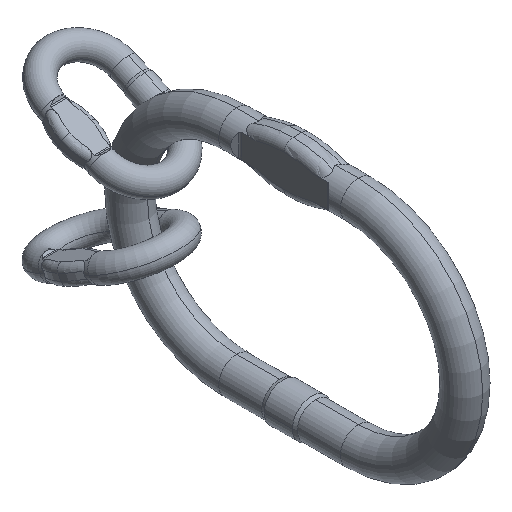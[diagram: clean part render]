
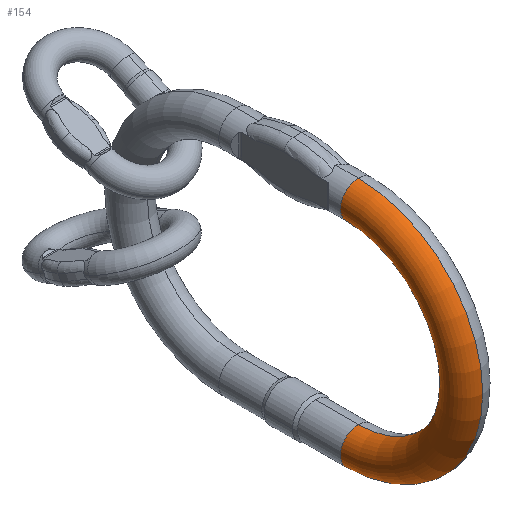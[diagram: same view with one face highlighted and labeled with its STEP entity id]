
A CAD part, isometric view. The second image highlights one B-rep face of the part: STEP entity #154.
In plain terms, the highlighted toroidal (fillet/blend) face has major radius 57 mm and minor radius 9.5 mm.
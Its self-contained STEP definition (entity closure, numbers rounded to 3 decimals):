
#154=ADVANCED_FACE('',(#540),#541,.T.);
#540=FACE_OUTER_BOUND('',#1173,.T.);
#541=TOROIDAL_SURFACE('',#1174,57.0,9.5);
#1173=EDGE_LOOP('',(#2424,#2425,#2426,#2427));
#1174=AXIS2_PLACEMENT_3D('',#2428,#2429,#2430);
#2424=ORIENTED_EDGE('',*,*,#4643,.T.);
#2425=ORIENTED_EDGE('',*,*,#4700,.F.);
#2426=ORIENTED_EDGE('',*,*,#4645,.T.);
#2427=ORIENTED_EDGE('',*,*,#4682,.T.);
#2428=CARTESIAN_POINT('',(0.0,-32.5,0.));
#2429=DIRECTION('',(-1.0,0.0,0.0));
#2430=DIRECTION('',(0.0,0.0,-1.0));
#4643=EDGE_CURVE('',#5547,#5548,#5549,.T.);
#4645=EDGE_CURVE('',#5552,#5550,#5553,.T.);
#4682=EDGE_CURVE('',#5550,#5547,#5618,.T.);
#4700=EDGE_CURVE('',#5552,#5548,#5648,.T.);
#5547=VERTEX_POINT('',#7171);
#5548=VERTEX_POINT('',#7172);
#5549=CIRCLE('',#7173,66.5);
#5550=VERTEX_POINT('',#7174);
#5552=VERTEX_POINT('',#7176);
#5553=CIRCLE('',#7177,47.5);
#5618=CIRCLE('',#7307,9.5);
#5648=CIRCLE('',#7391,9.5);
#7171=CARTESIAN_POINT('',(0.,-32.5,-66.5));
#7172=CARTESIAN_POINT('',(0.,-32.5,66.5));
#7173=AXIS2_PLACEMENT_3D('',#10087,#10088,#10089);
#7174=CARTESIAN_POINT('',(0.0,-32.5,-47.5));
#7176=CARTESIAN_POINT('',(0.0,-32.5,47.5));
#7177=AXIS2_PLACEMENT_3D('',#10093,#10094,#10095);
#7307=AXIS2_PLACEMENT_3D('',#10162,#10163,#10164);
#7391=AXIS2_PLACEMENT_3D('',#10182,#10183,#10184);
#10087=CARTESIAN_POINT('',(0.,-32.5,0.));
#10088=DIRECTION('',(-1.0,0.0,0.0));
#10089=DIRECTION('',(0.0,-0.0,1.0));
#10093=CARTESIAN_POINT('',(0.,-32.5,0.));
#10094=DIRECTION('',(1.0,0.0,-0.0));
#10095=DIRECTION('',(0.0,0.0,1.0));
#10162=CARTESIAN_POINT('',(0.0,-32.5,-57.));
#10163=DIRECTION('',(0.0,-1.0,0.));
#10164=DIRECTION('',(0.0,0.,1.0));
#10182=CARTESIAN_POINT('',(0.0,-32.5,57.0));
#10183=DIRECTION('',(0.0,1.0,0.));
#10184=DIRECTION('',(0.0,0.,-1.0));
